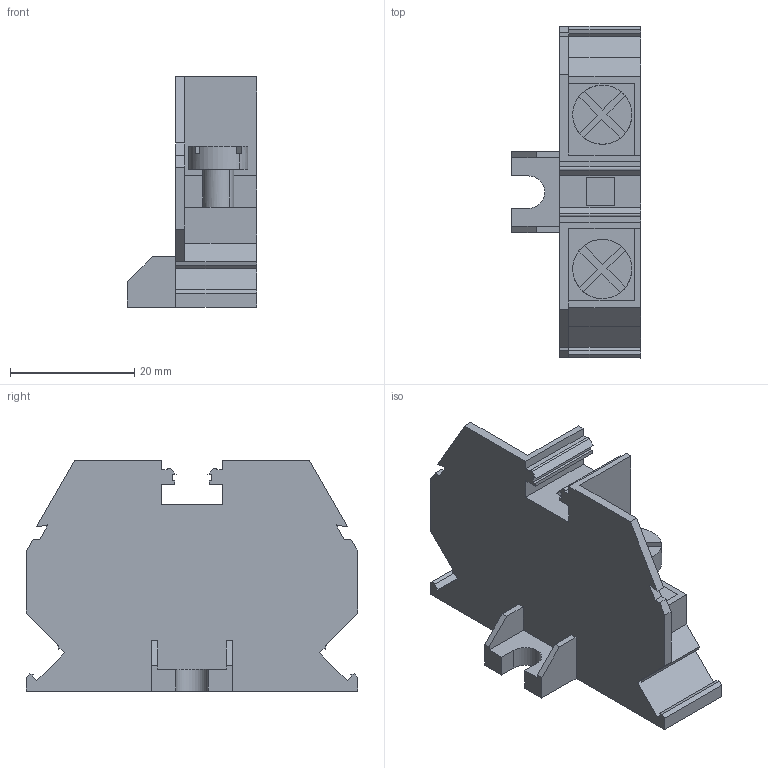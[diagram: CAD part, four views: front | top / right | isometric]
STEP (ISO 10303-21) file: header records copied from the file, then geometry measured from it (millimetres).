
FILE_DESCRIPTION(('Creo Elements/Direct Modeling STEP Export'),'2;1');
FILE_NAME('model.stp','2019-08-28T 8:25:38',(''),(''),'Creo Elements/Direct Modeling STEP processor for AP214 (Solid Model)','Creo Elements/Direct Modeling 20.1A 29-Sep-2018 (C) Parametric Technology GmbH','');
FILE_SCHEMA(('AUTOMOTIVE_DESIGN { 1 0 10303 214 1 1 1 1 }'));
Length unit declared in the file: millimetre
Products named in the file (2): RSC_5_F-select
Assembly tree (1 placements, depth 2):
  RSC_5_F-select
    RSC_5_F-select
Bounding box: 20.75 x 53.3 x 37 mm (x, y, z)
Volume: 13109.8 mm3; surface area: 7453.9 mm2
Topology: 1 solids, 1 shells, 129 faces, 372 edges, 250 vertices
Faces by surface type: plane 118, cylinder 11
Entity records: 5138 total; most frequent: ORIENTED_EDGE 744, CARTESIAN_POINT 726, DIRECTION 622, EDGE_CURVE 372, VECTOR 330, LINE 330, VERTEX_POINT 250, AXIS2_PLACEMENT_3D 146
